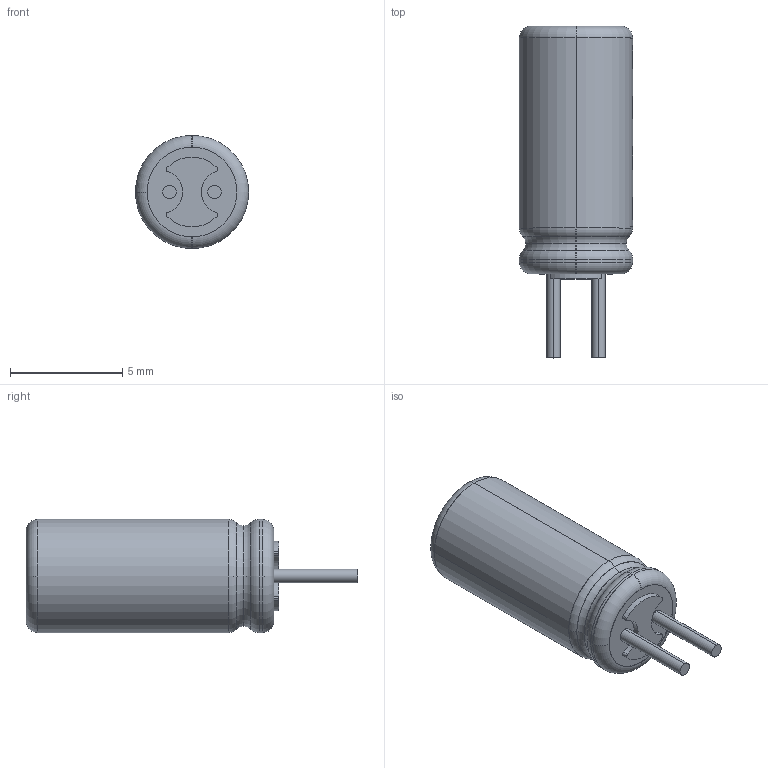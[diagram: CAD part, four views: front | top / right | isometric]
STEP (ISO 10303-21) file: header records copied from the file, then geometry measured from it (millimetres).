
FILE_DESCRIPTION (( 'STEP AP214' ), '1' );
FILE_NAME ('EA6F95BE-01A6-467A-BA41-5F9B4572D912.STEP', '2008-11-27T14:35:21', ( 'sysAdmin' ), ( 'SolidWorks' ), 'SwSTEP 2.0', 'SolidWorks 2009', '' );
FILE_SCHEMA (( 'AUTOMOTIVE_DESIGN' ));
Length unit declared in the file: millimetre
Products named in the file (1): EA6F95BE-01A6-467A-BA41-5F9B4572D912
Bounding box: 5.05 x 14.8 x 5.05 mm (x, y, z)
Surface area: 497.3 mm2 (no closed solid volume)
Topology: 0 solids, 4 shells, 105 faces, 276 edges, 189 vertices
Faces by surface type: cylinder 63, torus 36, plane 6
Entity records: 4418 total; most frequent: CARTESIAN_POINT 643, DIRECTION 626, ORIENTED_EDGE 498, EDGE_CURVE 276, AXIS2_PLACEMENT_3D 268, VERTEX_POINT 189, CIRCLE 162, EDGE_LOOP 118
